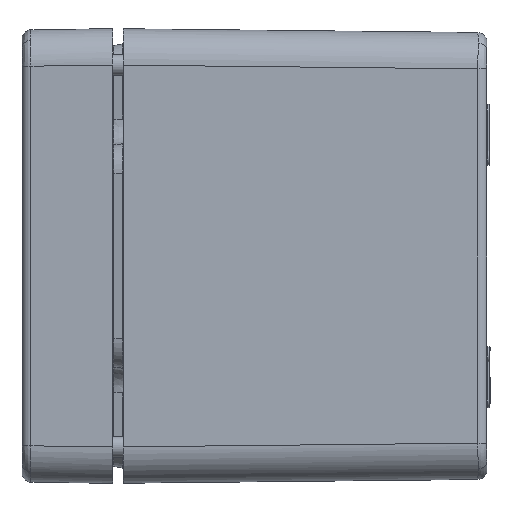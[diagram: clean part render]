
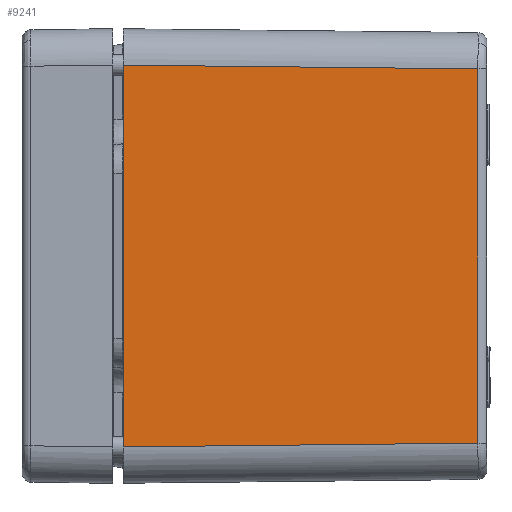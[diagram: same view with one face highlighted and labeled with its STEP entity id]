
A CAD part, left-side view. The second image highlights one B-rep face of the part: STEP entity #9241.
In plain terms, the highlighted planar face has unit normal (-1, -0.011, 0).
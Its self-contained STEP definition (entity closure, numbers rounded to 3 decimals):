
#760=LINE('',#19584,#1212);
#813=LINE('',#19893,#1265);
#814=LINE('',#19894,#1266);
#815=LINE('',#19895,#1267);
#1212=VECTOR('',#12536,1000.);
#1265=VECTOR('',#12693,1000.);
#1266=VECTOR('',#12694,1000.);
#1267=VECTOR('',#12695,1000.);
#1502=PLANE('',#10368);
#2104=FACE_OUTER_BOUND('',#2817,.T.);
#2817=EDGE_LOOP('',(#7538,#7539,#7540,#7541));
#4337=VERTEX_POINT('',#18567);
#4494=VERTEX_POINT('',#19582);
#4495=VERTEX_POINT('',#19583);
#4553=VERTEX_POINT('',#19892);
#5552=EDGE_CURVE('',#4494,#4495,#760,.T.);
#5643=EDGE_CURVE('',#4495,#4553,#813,.T.);
#5644=EDGE_CURVE('',#4553,#4337,#814,.T.);
#5645=EDGE_CURVE('',#4337,#4494,#815,.T.);
#7538=ORIENTED_EDGE('',*,*,#5643,.T.);
#7539=ORIENTED_EDGE('',*,*,#5644,.T.);
#7540=ORIENTED_EDGE('',*,*,#5645,.T.);
#7541=ORIENTED_EDGE('',*,*,#5552,.T.);
#9241=ADVANCED_FACE('',(#2104),#1502,.T.);
#10368=AXIS2_PLACEMENT_3D('',#19891,#12691,#12692);
#12536=DIRECTION('',(0.,0.,-1.));
#12691=DIRECTION('center_axis',(-1.,-0.01,
0.));
#12692=DIRECTION('ref_axis',(0.01,-1.,0.));
#12693=DIRECTION('',(0.01,-1.,0.01));
#12694=DIRECTION('',(0.,0.,1.));
#12695=DIRECTION('',(-0.01,1.,0.01));
#18567=CARTESIAN_POINT('',(-79.369,-58.216,30.87));
#19582=CARTESIAN_POINT('',(-79.982,0.3,31.483));
#19583=CARTESIAN_POINT('',(-79.982,0.3,-31.483));
#19584=CARTESIAN_POINT('',(-79.982,0.3,-37.5));
#19891=CARTESIAN_POINT('Origin',(-80.,2.,-37.5));
#19892=CARTESIAN_POINT('',(-79.369,-58.216,-30.87));
#19893=CARTESIAN_POINT('',(-80.001,2.063,-31.501));
#19894=CARTESIAN_POINT('',(-79.369,-58.216,30.854));
#19895=CARTESIAN_POINT('',(-79.992,1.278,31.493));
